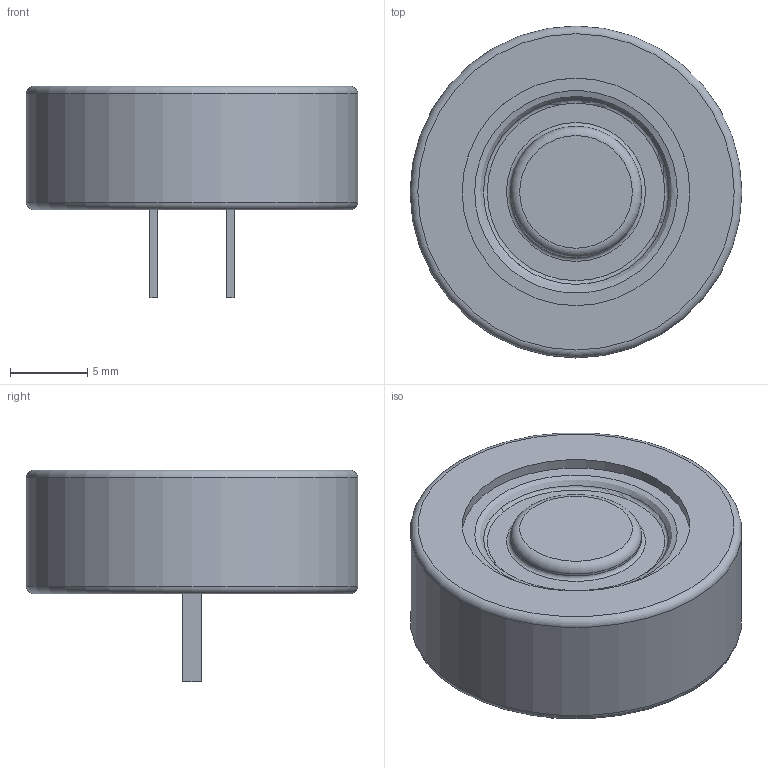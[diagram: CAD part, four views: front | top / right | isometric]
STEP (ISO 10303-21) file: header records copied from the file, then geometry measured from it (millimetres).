
FILE_DESCRIPTION(('FreeCAD Model'),'2;1');
FILE_NAME('EECF5R5U474.stp','2019-06-20T16:02:02' ,('Author'),(''),'Open CASCADE STEP processor 7.3','FreeCAD','Unknown' );
FILE_SCHEMA(('AUTOMOTIVE_DESIGN { 1 0 10303 214 1 1 1 1 }'));
Length unit declared in the file: millimetre
Products named in the file (1): Torso
Bounding box: 21.5 x 21.5 x 13.7 mm (x, y, z)
Volume: 2725.8 mm3; surface area: 1349.6 mm2
Topology: 1 solids, 1 shells, 26 faces, 49 edges, 31 vertices
Faces by surface type: plane 16, torus 5, cylinder 4, bspline 1
Full cylindrical faces by diameter (mm): 8.5 x1, 14.75 x2, 21.5 x1
Entity records: 1431 total; most frequent: CARTESIAN_POINT 348, DIRECTION 211, LINE 115, VECTOR 115, ORIENTED_EDGE 98, PCURVE 98, DEFINITIONAL_REPRESENTATION 98, EDGE_CURVE 49
